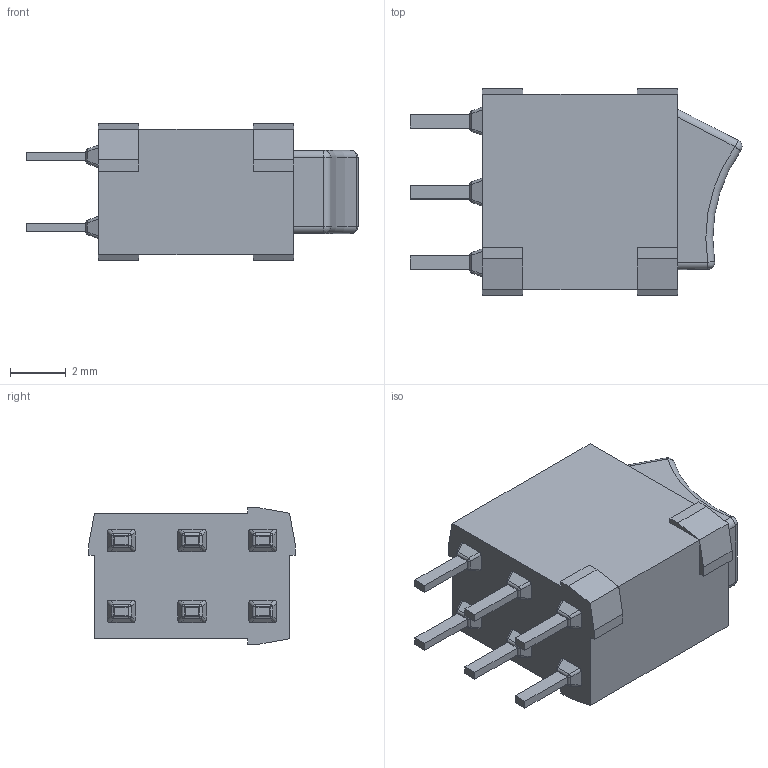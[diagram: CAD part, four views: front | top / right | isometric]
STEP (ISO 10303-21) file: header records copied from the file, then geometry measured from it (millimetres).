
FILE_DESCRIPTION((' '),'2;1');
FILE_NAME('400UDP1R1xxxM2RE.stp','2017-08-02T08:14:40',(' '),(' '),' ','ACIS',' ');
FILE_SCHEMA(('CONFIG_CONTROL_DESIGN'));
Length unit declared in the file: inch
Products named in the file (1): 400UDP1R1xxxM2RE.stp
Bounding box: 11.91 x 7.4 x 4.9 mm (x, y, z)
Volume: 194.4 mm3; surface area: 405.6 mm2
Topology: 1 solids, 1 shells, 201 faces, 459 edges, 272 vertices
Faces by surface type: plane 116, cylinder 55, sphere 28, torus 2
Entity records: 5614 total; most frequent: DIRECTION 979, CARTESIAN_POINT 931, ORIENTED_EDGE 914, EDGE_CURVE 457, VECTOR 339, LINE 339, AXIS2_PLACEMENT_3D 320, VERTEX_POINT 272
